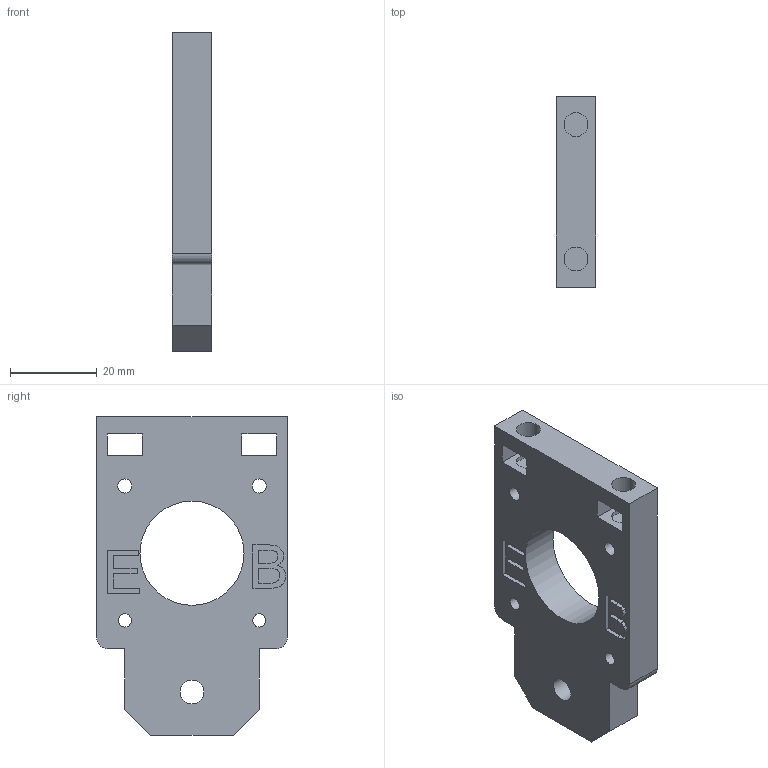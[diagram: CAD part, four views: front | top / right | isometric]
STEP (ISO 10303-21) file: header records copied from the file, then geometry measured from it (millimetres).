
FILE_DESCRIPTION(/* description */ (''),/* implementation_level */ '2;1');
FILE_NAME(/* name */ 'Claw motor plate back.step',/* time_stamp */ '2023-06-27T16:05:29-05:00',/* author */ (''),/* organization */ (''),/* preprocessor_version */ 'ST-DEVELOPER v19.2',/* originating_system */ 'Autodesk Translation Framework v12.6.0.85',/* authorisation */ '');
FILE_SCHEMA (('AUTOMOTIVE_DESIGN { 1 0 10303 214 3 1 1 }'));
Length unit declared in the file: millimetre
Products named in the file (1): Candy Claw 3D render
Bounding box: 9 x 44 x 73.5 mm (x, y, z)
Volume: 20819.9 mm3; surface area: 8584.7 mm2
Topology: 1 solids, 1 shells, 83 faces, 225 edges, 150 vertices
Faces by surface type: plane 47, bspline 24, cylinder 12
Full cylindrical faces by diameter (mm): 3.03 x1, 3.062 x1, 3.256 x1, 3.258 x1, 5.5 x5, 24 x1
Entity records: 2885 total; most frequent: CARTESIAN_POINT 867, ORIENTED_EDGE 450, DIRECTION 321, EDGE_CURVE 225, LINE 153, VECTOR 153, VERTEX_POINT 150, EDGE_LOOP 109
